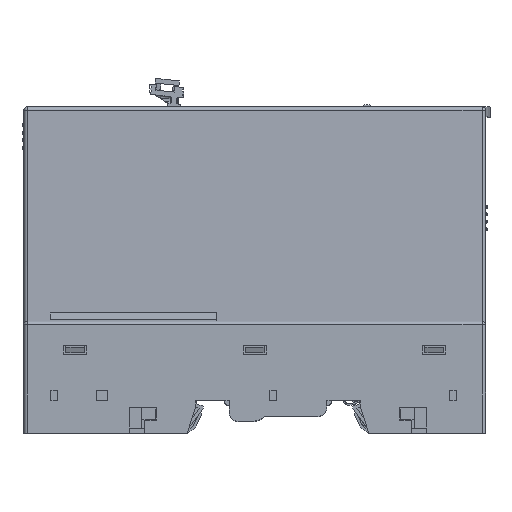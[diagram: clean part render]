
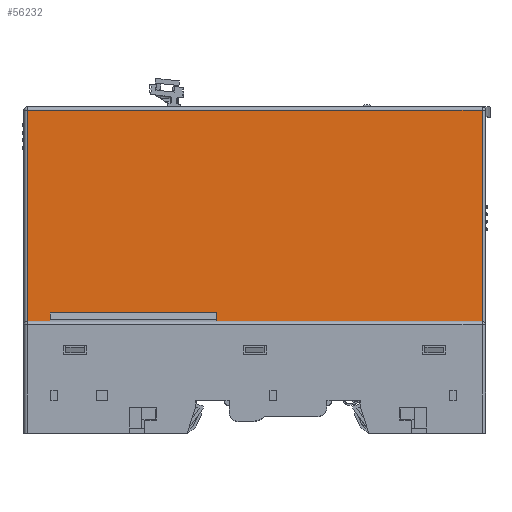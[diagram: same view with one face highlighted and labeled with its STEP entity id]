
A CAD part, top view. The second image highlights one B-rep face of the part: STEP entity #56232.
In plain terms, the highlighted planar face has unit normal (0, 0.018, 1).
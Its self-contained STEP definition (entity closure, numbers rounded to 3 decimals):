
#12305=DIRECTION('',(0.,-1.,0.017));
#12306=VECTOR('',#12305,45.27);
#12307=CARTESIAN_POINT('',(48.75,69.263,29.175));
#12308=LINE('',#12307,#12306);
#12309=DIRECTION('',(-1.,0.,0.));
#12310=VECTOR('',#12309,97.5);
#12311=CARTESIAN_POINT('',(48.75,24.,29.965));
#12312=LINE('',#12311,#12310);
#12313=DIRECTION('',(0.,1.,-0.017));
#12314=VECTOR('',#12313,45.27);
#12315=CARTESIAN_POINT('',(-48.75,24.,29.965));
#12316=LINE('',#12315,#12314);
#12317=DIRECTION('',(1.,0.,0.));
#12318=VECTOR('',#12317,97.5);
#12319=CARTESIAN_POINT('',(-48.75,69.263,29.175));
#12320=LINE('',#12319,#12318);
#34723=CARTESIAN_POINT('',(48.75,24.,29.965));
#34725=VERTEX_POINT('',#34723);
#34726=CARTESIAN_POINT('',(48.75,69.263,29.175));
#34727=VERTEX_POINT('',#34726);
#34732=CARTESIAN_POINT('',(-48.75,69.263,29.175));
#34733=VERTEX_POINT('',#34732);
#34734=CARTESIAN_POINT('',(-48.75,24.,29.965));
#34735=VERTEX_POINT('',#34734);
#56219=CARTESIAN_POINT('',(-51.102,22.,30.));
#56220=DIRECTION('',(0.,-0.017,-1.));
#56221=DIRECTION('',(-1.,0.,0.));
#56222=AXIS2_PLACEMENT_3D('',#56219,#56220,#56221);
#56223=PLANE('',#56222);
#56224=ORIENTED_EDGE('',*,*,#56210,.T.);
#56225=ORIENTED_EDGE('',*,*,#56049,.T.);
#56227=ORIENTED_EDGE('',*,*,#56226,.T.);
#56229=ORIENTED_EDGE('',*,*,#56228,.T.);
#56230=EDGE_LOOP('',(#56224,#56225,#56227,#56229));
#56231=FACE_OUTER_BOUND('',#56230,.F.);
#56232=ADVANCED_FACE('',(#56231),#56223,.F.);
#56049=EDGE_CURVE('',#34725,#34735,#12312,.T.);
#56210=EDGE_CURVE('',#34727,#34725,#12308,.T.);
#56226=EDGE_CURVE('',#34735,#34733,#12316,.T.);
#56228=EDGE_CURVE('',#34733,#34727,#12320,.T.);
